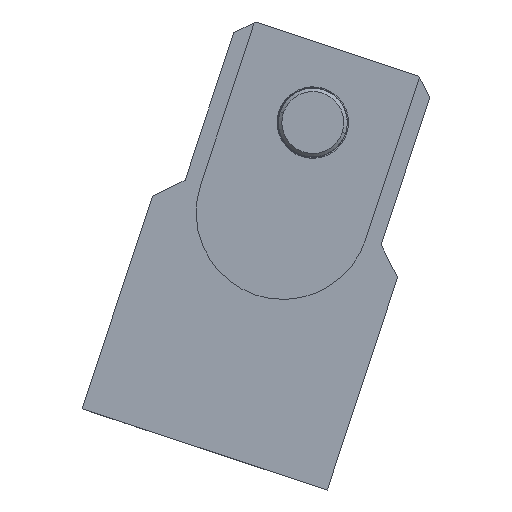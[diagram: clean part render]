
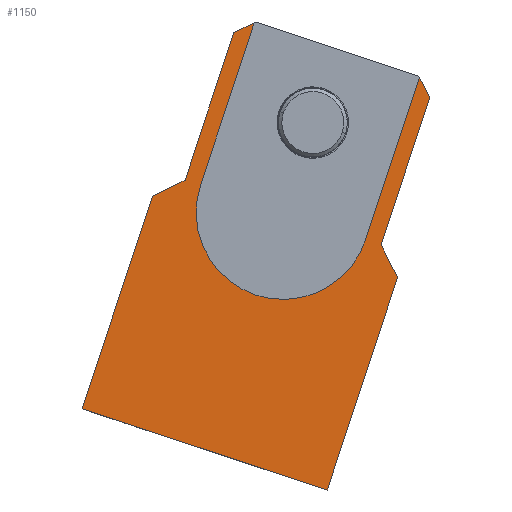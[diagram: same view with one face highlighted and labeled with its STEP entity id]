
A CAD part, front view. The second image highlights one B-rep face of the part: STEP entity #1150.
In plain terms, the highlighted planar face has unit normal (0, -1, 0).
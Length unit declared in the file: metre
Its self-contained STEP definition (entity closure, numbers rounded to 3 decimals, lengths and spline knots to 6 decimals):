
#253=DIRECTION('',(0.314,0.,0.949));
#254=VECTOR('',#253,0.026);
#255=CARTESIAN_POINT('',(0.042689,0.0063,-0.044287));
#256=LINE('',#255,#254);
#273=CARTESIAN_POINT('',(0.037548,0.0063,-0.012044));
#274=DIRECTION('',(0.,-1.,0.));
#275=DIRECTION('',(-0.949,0.,0.314));
#276=AXIS2_PLACEMENT_3D('',#273,#274,#275);
#278=DIRECTION('',(0.449,0.,-0.893));
#279=VECTOR('',#278,0.002687);
#280=CARTESIAN_POINT('',(0.053383,0.0063,0.003681));
#281=LINE('',#280,#279);
#282=DIRECTION('',(-0.314,0.,-0.949));
#283=VECTOR('',#282,0.018);
#284=CARTESIAN_POINT('',(0.054591,0.0063,0.001281));
#285=LINE('',#284,#283);
#286=DIRECTION('',(0.449,0.,-0.893));
#287=VECTOR('',#286,0.004243);
#288=CARTESIAN_POINT('',(0.048942,0.0063,-0.01581));
#289=LINE('',#288,#287);
#290=DIRECTION('',(-0.949,0.,0.314));
#291=VECTOR('',#290,0.03);
#292=CARTESIAN_POINT('',(0.042689,0.0063,-0.044287));
#293=LINE('',#292,#291);
#294=DIRECTION('',(0.893,0.,0.449));
#295=VECTOR('',#294,0.004243);
#296=CARTESIAN_POINT('',(0.022364,0.0063,-0.010185));
#297=LINE('',#296,#295);
#298=DIRECTION('',(0.314,0.,0.949));
#299=VECTOR('',#298,0.018);
#300=CARTESIAN_POINT('',(0.026154,0.0063,-0.008278));
#301=LINE('',#300,#299);
#302=DIRECTION('',(0.893,0.,0.449));
#303=VECTOR('',#302,0.002687);
#304=CARTESIAN_POINT('',(0.031803,0.0063,0.008812));
#305=LINE('',#304,#303);
#306=DIRECTION('',(0.314,0.,0.949));
#307=VECTOR('',#306,0.0199);
#308=CARTESIAN_POINT('',(0.027958,0.0063,-0.008875));
#309=LINE('',#308,#307);
#330=DIRECTION('',(-0.314,0.,-0.949));
#331=VECTOR('',#330,0.0199);
#332=CARTESIAN_POINT('',(0.053383,0.0063,0.003681));
#333=LINE('',#332,#331);
#431=DIRECTION('',(-0.314,0.,-0.949));
#432=VECTOR('',#431,0.026);
#433=CARTESIAN_POINT('',(0.022364,0.0063,-0.010185));
#434=LINE('',#433,#432);
#861=CARTESIAN_POINT('',(0.014205,0.0063,-0.034872));
#862=VERTEX_POINT('',#861);
#863=CARTESIAN_POINT('',(0.042689,0.0063,-0.044287));
#864=VERTEX_POINT('',#863);
#961=CARTESIAN_POINT('',(0.050849,0.0063,-0.0196));
#962=VERTEX_POINT('',#961);
#963=CARTESIAN_POINT('',(0.027958,0.0063,-0.008875));
#964=CARTESIAN_POINT('',(0.034203,0.0063,0.01002));
#965=VERTEX_POINT('',#963);
#966=VERTEX_POINT('',#964);
#967=CARTESIAN_POINT('',(0.047138,0.0063,-0.015214));
#968=VERTEX_POINT('',#967);
#969=CARTESIAN_POINT('',(0.053383,0.0063,0.003681));
#970=VERTEX_POINT('',#969);
#971=CARTESIAN_POINT('',(0.054591,0.0063,0.001281));
#972=VERTEX_POINT('',#971);
#973=CARTESIAN_POINT('',(0.048942,0.0063,-0.01581));
#974=VERTEX_POINT('',#973);
#975=CARTESIAN_POINT('',(0.022364,0.0063,-0.010185));
#976=VERTEX_POINT('',#975);
#977=CARTESIAN_POINT('',(0.026154,0.0063,-0.008278));
#978=VERTEX_POINT('',#977);
#979=CARTESIAN_POINT('',(0.031803,0.0063,0.008812));
#980=VERTEX_POINT('',#979);
#1121=CARTESIAN_POINT('',(0.014205,0.0063,-0.034872));
#1122=DIRECTION('',(0.,-1.,0.));
#1123=DIRECTION('',(0.949,0.,-0.314));
#1124=AXIS2_PLACEMENT_3D('',#1121,#1122,#1123);
#1125=PLANE('',#1124);
#1127=ORIENTED_EDGE('',*,*,#1126,.F.);
#1129=ORIENTED_EDGE('',*,*,#1128,.T.);
#1131=ORIENTED_EDGE('',*,*,#1130,.F.);
#1133=ORIENTED_EDGE('',*,*,#1132,.T.);
#1135=ORIENTED_EDGE('',*,*,#1134,.T.);
#1137=ORIENTED_EDGE('',*,*,#1136,.T.);
#1138=ORIENTED_EDGE('',*,*,#1110,.F.);
#1139=ORIENTED_EDGE('',*,*,#1024,.T.);
#1141=ORIENTED_EDGE('',*,*,#1140,.F.);
#1143=ORIENTED_EDGE('',*,*,#1142,.T.);
#1145=ORIENTED_EDGE('',*,*,#1144,.T.);
#1147=ORIENTED_EDGE('',*,*,#1146,.T.);
#1148=EDGE_LOOP('',(#1127,#1129,#1131,#1133,#1135,#1137,#1138,#1139,#1141,#1143,
#1145,#1147));
#1149=FACE_OUTER_BOUND('',#1148,.F.);
#1150=ADVANCED_FACE('',(#1149),#1125,.T.);
#277=CIRCLE('',#276,0.0101);
#1024=EDGE_CURVE('',#864,#862,#293,.T.);
#1110=EDGE_CURVE('',#864,#962,#256,.T.);
#1126=EDGE_CURVE('',#965,#966,#309,.T.);
#1128=EDGE_CURVE('',#965,#968,#277,.T.);
#1130=EDGE_CURVE('',#970,#968,#333,.T.);
#1132=EDGE_CURVE('',#970,#972,#281,.T.);
#1134=EDGE_CURVE('',#972,#974,#285,.T.);
#1136=EDGE_CURVE('',#974,#962,#289,.T.);
#1140=EDGE_CURVE('',#976,#862,#434,.T.);
#1142=EDGE_CURVE('',#976,#978,#297,.T.);
#1144=EDGE_CURVE('',#978,#980,#301,.T.);
#1146=EDGE_CURVE('',#980,#966,#305,.T.);
